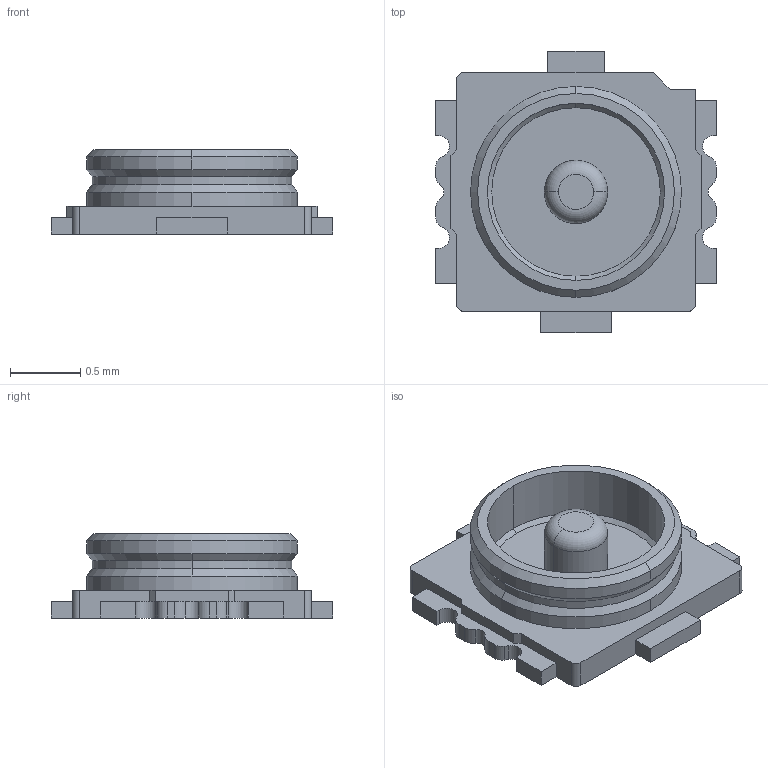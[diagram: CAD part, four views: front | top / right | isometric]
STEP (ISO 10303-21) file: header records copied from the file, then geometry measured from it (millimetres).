
FILE_DESCRIPTION((''),'2;1');
FILE_NAME('HC01-01','2024-05-16T08:34:13',('eng801'),(''),'CREO PARAMETRIC BY PTC INC, 2019010','CREO PARAMETRIC BY PTC INC, 2019010','');
FILE_SCHEMA(('CONFIG_CONTROL_DESIGN'));
Length unit declared in the file: millimetre
Products named in the file (1): HC01-01
Bounding box: 2 x 2 x 0.6 mm (x, y, z)
Volume: 0.8 mm3; surface area: 12.5 mm2
Topology: 1 solids, 1 shells, 93 faces, 265 edges, 178 vertices
Faces by surface type: plane 50, cylinder 29, cone 8, torus 6
Entity records: 3105 total; most frequent: DIRECTION 547, CARTESIAN_POINT 536, ORIENTED_EDGE 530, EDGE_CURVE 265, AXIS2_PLACEMENT_3D 189, VERTEX_POINT 178, VECTOR 169, LINE 169
